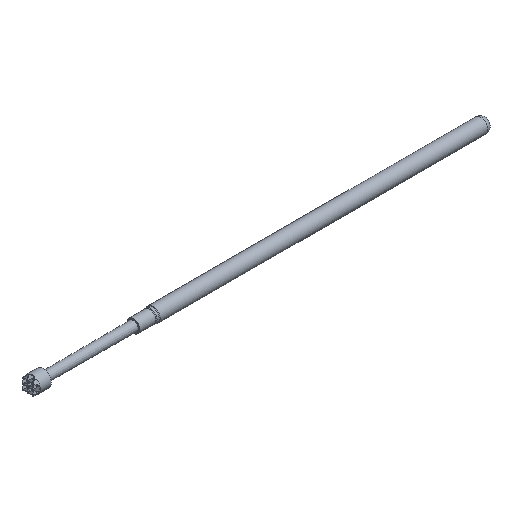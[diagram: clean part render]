
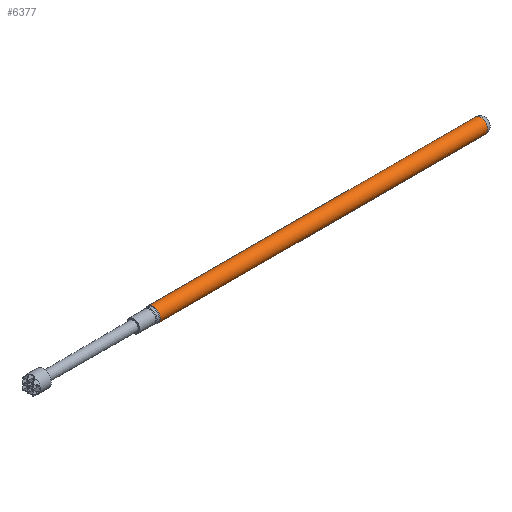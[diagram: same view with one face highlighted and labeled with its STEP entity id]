
A CAD part, isometric view. The second image highlights one B-rep face of the part: STEP entity #6377.
In plain terms, the highlighted cylindrical face has radius 0.51 mm (diameter 1.021 mm), a full revolution.
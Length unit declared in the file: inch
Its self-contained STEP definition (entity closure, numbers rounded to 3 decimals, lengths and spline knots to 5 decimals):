
#228 = VERTEX_POINT ( 'NONE', #5607 ) ;
#620 = CARTESIAN_POINT ( 'NONE',  ( 0., 0., 0. ) ) ;
#1004 = CARTESIAN_POINT ( 'NONE',  ( 0.056, 0., -0.0201 ) ) ;
#1067 = DIRECTION ( 'NONE',  ( -1., 0., 0. ) ) ;
#1839 = DIRECTION ( 'NONE',  ( 0., 0., -1. ) ) ;
#2338 = DIRECTION ( 'NONE',  ( -1., 0., 0. ) ) ;
#2388 = DIRECTION ( 'NONE',  ( -1., 0., 0. ) ) ;
#2814 = CIRCLE ( 'NONE', #5010, 0.0201 ) ;
#2919 = CARTESIAN_POINT ( 'NONE',  ( 0.056, 0., 0. ) ) ;
#2948 = EDGE_LOOP ( 'NONE', ( #6623 ) ) ;
#3311 = FACE_OUTER_BOUND ( 'NONE', #6681, .T. ) ;
#3360 = AXIS2_PLACEMENT_3D ( 'NONE', #3401, #1067, #4510 ) ;
#3401 = CARTESIAN_POINT ( 'NONE',  ( 0.985, 0., 0. ) ) ;
#3462 = EDGE_CURVE ( 'NONE', #228, #228, #4024, .T. ) ;
#4024 = CIRCLE ( 'NONE', #3360, 0.0201 ) ;
#4273 = CYLINDRICAL_SURFACE ( 'NONE', #6591, 0.0201 ) ;
#4510 = DIRECTION ( 'NONE',  ( 0., 0., -1. ) ) ;
#4791 = ORIENTED_EDGE ( 'NONE', *, *, #6962, .F. ) ;
#5010 = AXIS2_PLACEMENT_3D ( 'NONE', #2919, #2388, #6316 ) ;
#5607 = CARTESIAN_POINT ( 'NONE',  ( 0.985, 0., -0.0201 ) ) ;
#5695 = FACE_OUTER_BOUND ( 'NONE', #2948, .T. ) ;
#6049 = VERTEX_POINT ( 'NONE', #1004 ) ;
#6316 = DIRECTION ( 'NONE',  ( 0., 0., -1. ) ) ;
#6377 = ADVANCED_FACE ( 'NONE', ( #5695, #3311 ), #4273, .T. ) ;
#6591 = AXIS2_PLACEMENT_3D ( 'NONE', #620, #2338, #1839 ) ;
#6623 = ORIENTED_EDGE ( 'NONE', *, *, #3462, .T. ) ;
#6681 = EDGE_LOOP ( 'NONE', ( #4791 ) ) ;
#6962 = EDGE_CURVE ( 'NONE', #6049, #6049, #2814, .T. ) ;
